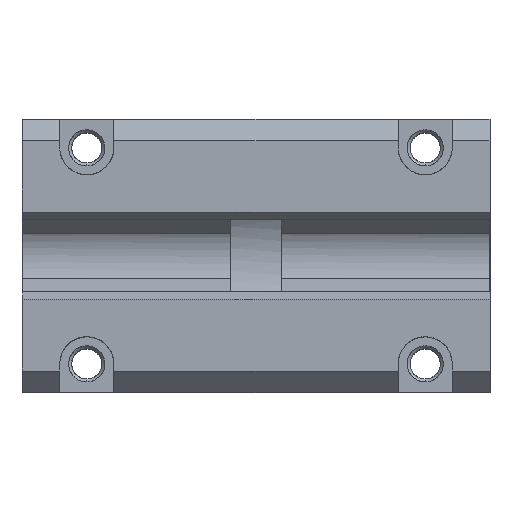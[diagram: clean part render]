
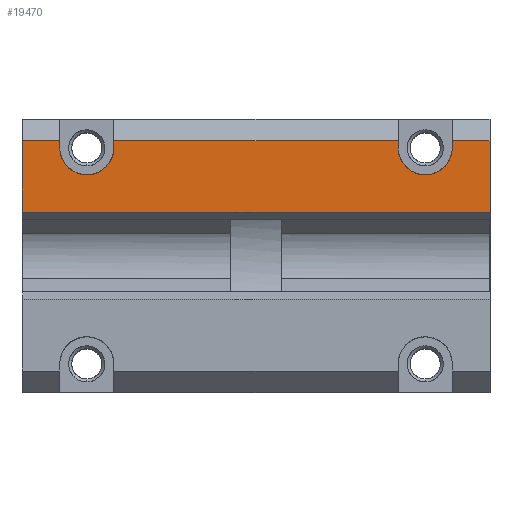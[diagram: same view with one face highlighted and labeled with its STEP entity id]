
A CAD part, top view. The second image highlights one B-rep face of the part: STEP entity #19470.
In plain terms, the highlighted free-form (B-spline) face has degree [1, 1] with [2, 2] control points.
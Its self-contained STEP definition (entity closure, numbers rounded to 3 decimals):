
#17860 = CARTESIAN_POINT ('', (119.5, 70., 51.));
#17870 = VERTEX_POINT ('', #17860);
#17880 = CARTESIAN_POINT ('', (119.5, 68., 51.));
#17890 = VERTEX_POINT ('', #17880);
#17900 = CARTESIAN_POINT ('', (119.5, 70., 51.));
#17910 = CARTESIAN_POINT ('', (119.5, 68., 51.));
#17920 = B_SPLINE_CURVE_WITH_KNOTS ('', 1, (#17900, #17910), .UNSPECIFIED., .F., .U., (2, 2), (0., 1.), .UNSPECIFIED.);
#17930 = EDGE_CURVE ('', #17870, #17890, #17920, .T.);
#17940 = ORIENTED_EDGE ('', *, *, #17930, .T.);
#17950 = CARTESIAN_POINT ('', (104.5, 68., 51.));
#17960 = VERTEX_POINT ('', #17950);
#17970 = CARTESIAN_POINT ('', (119.5, 68., 51.));
#17980 = CARTESIAN_POINT ('', (119.5, 65.931, 51.));
#17990 = CARTESIAN_POINT ('', (118.768, 64.163, 51.));
#18000 = CARTESIAN_POINT ('', (117.303, 62.697, 51.));
#18010 = CARTESIAN_POINT ('', (116.573, 61.965, 51.));
#18020 = CARTESIAN_POINT ('', (115.766, 61.416, 51.));
#18030 = CARTESIAN_POINT ('', (114.882, 61.05, 51.));
#18040 = CARTESIAN_POINT ('', (114.44, 60.867, 51.));
#18050 = CARTESIAN_POINT ('', (113.979, 60.73, 51.));
#18060 = CARTESIAN_POINT ('', (113.498, 60.638, 51.));
#18070 = CARTESIAN_POINT ('', (113.258, 60.592, 51.));
#18080 = CARTESIAN_POINT ('', (113.013, 60.558, 51.));
#18090 = CARTESIAN_POINT ('', (112.764, 60.535, 51.));
#18100 = CARTESIAN_POINT ('', (112.639, 60.523, 51.));
#18110 = CARTESIAN_POINT ('', (112.513, 60.515, 51.));
#18120 = CARTESIAN_POINT ('', (112.385, 60.509, 51.));
#18130 = CARTESIAN_POINT ('', (112.322, 60.506, 51.));
#18140 = CARTESIAN_POINT ('', (112.258, 60.504, 51.));
#18150 = CARTESIAN_POINT ('', (112.194, 60.502, 51.));
#18160 = CARTESIAN_POINT ('', (112.161, 60.502, 51.));
#18170 = CARTESIAN_POINT ('', (112.129, 60.501, 51.));
#18180 = CARTESIAN_POINT ('', (112.097, 60.501, 51.));
#18190 = CARTESIAN_POINT ('', (112.081, 60.5, 51.));
#18200 = CARTESIAN_POINT ('', (112.065, 60.5, 51.));
#18210 = CARTESIAN_POINT ('', (112.049, 60.5, 51.));
#18220 = CARTESIAN_POINT ('', (112.04, 60.5, 51.));
#18230 = CARTESIAN_POINT ('', (112.032, 60.5, 51.));
#18240 = CARTESIAN_POINT ('', (112.024, 60.5, 51.));
#18250 = CARTESIAN_POINT ('', (112.016, 60.5, 51.));
#18260 = CARTESIAN_POINT ('', (112.008, 60.5, 51.));
#18270 = CARTESIAN_POINT ('', (112., 60.5, 51.));
#18280 = CARTESIAN_POINT ('', (109.932, 60.499, 51.));
#18290 = CARTESIAN_POINT ('', (108.165, 61.231, 51.));
#18300 = CARTESIAN_POINT ('', (106.697, 62.697, 51.));
#18310 = CARTESIAN_POINT ('', (105.232, 64.159, 51.));
#18320 = CARTESIAN_POINT ('', (104.5, 65.927, 51.));
#18330 = CARTESIAN_POINT ('', (104.5, 68., 51.));
#18340 = B_SPLINE_CURVE_WITH_KNOTS ('', 3, (#17970, #17980, #17990, #18000, #18010, #18020, #18030, #18040, #18050, #18060, #18070, #18080, #18090, #18100, #18110, #18120, #18130, #18140, #18150, #18160, #18170, #18180, #18190, #18200, #18210, #18220, #18230, #18240, #18250, #18260, #18270, #18280, #18290, #18300, #18310, #18320, #18330), .UNSPECIFIED., .F., .U., (4, 3, 3, 3, 3, 3, 3, 3, 3, 3, 3, 3, 4), (0., 0.25, 0.375, 0.438, 0.469, 0.484, 0.492, 0.496, 0.498, 0.499, 0.5, 0.75, 1.), .UNSPECIFIED.);
#18350 = EDGE_CURVE ('', #17890, #17960, #18340, .T.);
#18360 = ORIENTED_EDGE ('', *, *, #18350, .T.);
#18370 = CARTESIAN_POINT ('', (104.5, 70., 51.));
#18380 = VERTEX_POINT ('', #18370);
#18390 = CARTESIAN_POINT ('', (104.5, 68., 51.));
#18400 = CARTESIAN_POINT ('', (104.5, 70., 51.));
#18410 = B_SPLINE_CURVE_WITH_KNOTS ('', 1, (#18390, #18400), .UNSPECIFIED., .F., .U., (2, 2), (0., 1.), .UNSPECIFIED.);
#18420 = EDGE_CURVE ('', #17960, #18380, #18410, .T.);
#18430 = ORIENTED_EDGE ('', *, *, #18420, .T.);
#18440 = CARTESIAN_POINT ('', (25.5, 70., 51.));
#18450 = VERTEX_POINT ('', #18440);
#18460 = CARTESIAN_POINT ('', (104.5, 70., 51.));
#18470 = CARTESIAN_POINT ('', (25.5, 70., 51.));
#18480 = B_SPLINE_CURVE_WITH_KNOTS ('', 1, (#18460, #18470), .UNSPECIFIED., .F., .U., (2, 2), (0., 1.), .UNSPECIFIED.);
#18490 = EDGE_CURVE ('', #18380, #18450, #18480, .T.);
#18500 = ORIENTED_EDGE ('', *, *, #18490, .T.);
#18510 = CARTESIAN_POINT ('', (25.5, 68., 51.));
#18520 = VERTEX_POINT ('', #18510);
#18530 = CARTESIAN_POINT ('', (25.5, 70., 51.));
#18540 = CARTESIAN_POINT ('', (25.5, 68., 51.));
#18550 = B_SPLINE_CURVE_WITH_KNOTS ('', 1, (#18530, #18540), .UNSPECIFIED., .F., .U., (2, 2), (0., 1.), .UNSPECIFIED.);
#18560 = EDGE_CURVE ('', #18450, #18520, #18550, .T.);
#18570 = ORIENTED_EDGE ('', *, *, #18560, .T.);
#18580 = CARTESIAN_POINT ('', (10.5, 68., 51.));
#18590 = VERTEX_POINT ('', #18580);
#18600 = CARTESIAN_POINT ('', (25.5, 68., 51.));
#18610 = CARTESIAN_POINT ('', (25.5, 65.931, 51.));
#18620 = CARTESIAN_POINT ('', (24.768, 64.163, 51.));
#18630 = CARTESIAN_POINT ('', (23.303, 62.697, 51.));
#18640 = CARTESIAN_POINT ('', (22.573, 61.965, 51.));
#18650 = CARTESIAN_POINT ('', (21.766, 61.416, 51.));
#18660 = CARTESIAN_POINT ('', (20.882, 61.05, 51.));
#18670 = CARTESIAN_POINT ('', (20.44, 60.867, 51.));
#18680 = CARTESIAN_POINT ('', (19.979, 60.73, 51.));
#18690 = CARTESIAN_POINT ('', (19.498, 60.638, 51.));
#18700 = CARTESIAN_POINT ('', (19.258, 60.592, 51.));
#18710 = CARTESIAN_POINT ('', (19.013, 60.558, 51.));
#18720 = CARTESIAN_POINT ('', (18.764, 60.535, 51.));
#18730 = CARTESIAN_POINT ('', (18.639, 60.523, 51.));
#18740 = CARTESIAN_POINT ('', (18.513, 60.515, 51.));
#18750 = CARTESIAN_POINT ('', (18.385, 60.509, 51.));
#18760 = CARTESIAN_POINT ('', (18.322, 60.506, 51.));
#18770 = CARTESIAN_POINT ('', (18.258, 60.504, 51.));
#18780 = CARTESIAN_POINT ('', (18.194, 60.502, 51.));
#18790 = CARTESIAN_POINT ('', (18.161, 60.502, 51.));
#18800 = CARTESIAN_POINT ('', (18.129, 60.501, 51.));
#18810 = CARTESIAN_POINT ('', (18.097, 60.501, 51.));
#18820 = CARTESIAN_POINT ('', (18.081, 60.5, 51.));
#18830 = CARTESIAN_POINT ('', (18.065, 60.5, 51.));
#18840 = CARTESIAN_POINT ('', (18.049, 60.5, 51.));
#18850 = CARTESIAN_POINT ('', (18.04, 60.5, 51.));
#18860 = CARTESIAN_POINT ('', (18.032, 60.5, 51.));
#18870 = CARTESIAN_POINT ('', (18.024, 60.5, 51.));
#18880 = CARTESIAN_POINT ('', (18.016, 60.5, 51.));
#18890 = CARTESIAN_POINT ('', (18.008, 60.5, 51.));
#18900 = CARTESIAN_POINT ('', (18., 60.5, 51.));
#18910 = CARTESIAN_POINT ('', (15.932, 60.499, 51.));
#18920 = CARTESIAN_POINT ('', (14.165, 61.231, 51.));
#18930 = CARTESIAN_POINT ('', (12.697, 62.697, 51.));
#18940 = CARTESIAN_POINT ('', (11.232, 64.159, 51.));
#18950 = CARTESIAN_POINT ('', (10.5, 65.927, 51.));
#18960 = CARTESIAN_POINT ('', (10.5, 68., 51.));
#18970 = B_SPLINE_CURVE_WITH_KNOTS ('', 3, (#18600, #18610, #18620, #18630, #18640, #18650, #18660, #18670, #18680, #18690, #18700, #18710, #18720, #18730, #18740, #18750, #18760, #18770, #18780, #18790, #18800, #18810, #18820, #18830, #18840, #18850, #18860, #18870, #18880, #18890, #18900, #18910, #18920, #18930, #18940, #18950, #18960), .UNSPECIFIED., .F., .U., (4, 3, 3, 3, 3, 3, 3, 3, 3, 3, 3, 3, 4), (0., 0.25, 0.375, 0.438, 0.469, 0.484, 0.492, 0.496, 0.498, 0.499, 0.5, 0.75, 1.), .UNSPECIFIED.);
#18980 = EDGE_CURVE ('', #18520, #18590, #18970, .T.);
#18990 = ORIENTED_EDGE ('', *, *, #18980, .T.);
#19000 = CARTESIAN_POINT ('', (10.5, 70., 51.));
#19010 = VERTEX_POINT ('', #19000);
#19020 = CARTESIAN_POINT ('', (10.5, 68., 51.));
#19030 = CARTESIAN_POINT ('', (10.5, 70., 51.));
#19040 = B_SPLINE_CURVE_WITH_KNOTS ('', 1, (#19020, #19030), .UNSPECIFIED., .F., .U., (2, 2), (0., 1.), .UNSPECIFIED.);
#19050 = EDGE_CURVE ('', #18590, #19010, #19040, .T.);
#19060 = ORIENTED_EDGE ('', *, *, #19050, .T.);
#19070 = CARTESIAN_POINT ('', (0., 70., 51.));
#19080 = VERTEX_POINT ('', #19070);
#19090 = CARTESIAN_POINT ('', (10.5, 70., 51.));
#19100 = CARTESIAN_POINT ('', (0., 70., 51.));
#19110 = B_SPLINE_CURVE_WITH_KNOTS ('', 1, (#19090, #19100), .UNSPECIFIED., .F., .U., (2, 2), (0., 1.), .UNSPECIFIED.);
#19120 = EDGE_CURVE ('', #19010, #19080, #19110, .T.);
#19130 = ORIENTED_EDGE ('', *, *, #19120, .T.);
#19140 = CARTESIAN_POINT ('', (0., 50.124, 51.));
#19150 = VERTEX_POINT ('', #19140);
#19160 = CARTESIAN_POINT ('', (0., 70., 51.));
#19170 = CARTESIAN_POINT ('', (0., 50.124, 51.));
#19180 = B_SPLINE_CURVE_WITH_KNOTS ('', 1, (#19160, #19170), .UNSPECIFIED., .F., .U., (2, 2), (0., 1.), .UNSPECIFIED.);
#19190 = EDGE_CURVE ('', #19080, #19150, #19180, .T.);
#19200 = ORIENTED_EDGE ('', *, *, #19190, .T.);
#19210 = CARTESIAN_POINT ('', (130., 50.124, 51.));
#19220 = VERTEX_POINT ('', #19210);
#19230 = CARTESIAN_POINT ('', (0., 50.124, 51.));
#19240 = CARTESIAN_POINT ('', (130., 50.124, 51.));
#19250 = B_SPLINE_CURVE_WITH_KNOTS ('', 1, (#19230, #19240), .UNSPECIFIED., .F., .U., (2, 2), (0., 1.), .UNSPECIFIED.);
#19260 = EDGE_CURVE ('', #19150, #19220, #19250, .T.);
#19270 = ORIENTED_EDGE ('', *, *, #19260, .T.);
#19280 = CARTESIAN_POINT ('', (130., 70., 51.));
#19290 = VERTEX_POINT ('', #19280);
#19300 = CARTESIAN_POINT ('', (130., 50.124, 51.));
#19310 = CARTESIAN_POINT ('', (130., 70., 51.));
#19320 = B_SPLINE_CURVE_WITH_KNOTS ('', 1, (#19300, #19310), .UNSPECIFIED., .F., .U., (2, 2), (0., 1.), .UNSPECIFIED.);
#19330 = EDGE_CURVE ('', #19220, #19290, #19320, .T.);
#19340 = ORIENTED_EDGE ('', *, *, #19330, .T.);
#19350 = CARTESIAN_POINT ('', (130., 70., 51.));
#19360 = CARTESIAN_POINT ('', (119.5, 70., 51.));
#19370 = B_SPLINE_CURVE_WITH_KNOTS ('', 1, (#19350, #19360), .UNSPECIFIED., .F., .U., (2, 2), (0., 1.), .UNSPECIFIED.);
#19380 = EDGE_CURVE ('', #19290, #17870, #19370, .T.);
#19390 = ORIENTED_EDGE ('', *, *, #19380, .T.);
#19400 = EDGE_LOOP ('', (#17940, #18360, #18430, #18500, #18570, #18990, #19060, #19130, #19200, #19270, #19340, #19390));
#19410 = FACE_OUTER_BOUND ('', #19400, .T.);
#19420 = CARTESIAN_POINT ('', (0., 70., 51.));
#19430 = CARTESIAN_POINT ('', (130., 70., 51.));
#19440 = CARTESIAN_POINT ('', (0., 50.124, 51.));
#19450 = CARTESIAN_POINT ('', (130., 50.124, 51.));
#19460 = B_SPLINE_SURFACE_WITH_KNOTS ('', 1, 1, ((#19420, #19430), (#19440, #19450)), .UNSPECIFIED., .F., .F., .U., (2, 2), (2, 2), (0., 1.), (0., 1.), .UNSPECIFIED.);
#19470 = ADVANCED_FACE ('', (#19410), #19460, .T.);
